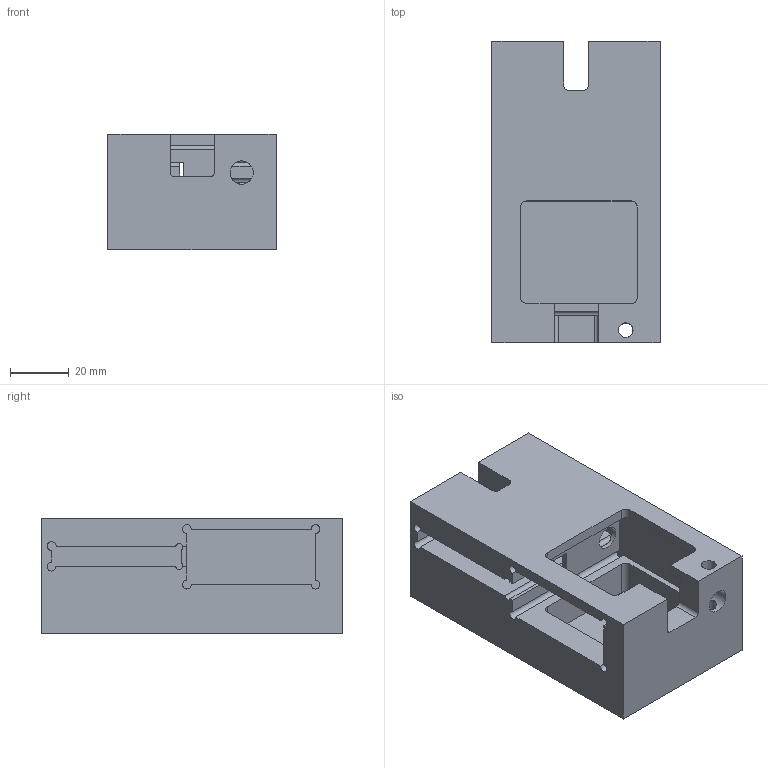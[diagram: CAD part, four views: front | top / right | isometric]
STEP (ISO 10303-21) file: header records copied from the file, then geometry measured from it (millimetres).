
FILE_DESCRIPTION(('FreeCAD Model'),'2;1');
FILE_NAME('Open CASCADE Shape Model','2022-09-25T15:52:11',(''),(''), 'Open CASCADE STEP processor 7.6','FreeCAD','Unknown');
FILE_SCHEMA(('AUTOMOTIVE_DESIGN { 1 0 10303 214 1 1 1 1 }'));
Length unit declared in the file: millimetre
Products named in the file (1): Body
Bounding box: 57.5 x 103 x 39.5 mm (x, y, z)
Volume: 142698.9 mm3; surface area: 37492.1 mm2
Topology: 1 solids, 1 shells, 70 faces, 217 edges, 146 vertices
Faces by surface type: plane 41, cylinder 29
Full cylindrical faces by diameter (mm): 5 x2, 8 x2
Entity records: 6435 total; most frequent: CARTESIAN_POINT 2156, DIRECTION 800, LINE 503, VECTOR 503, ORIENTED_EDGE 434, PCURVE 434, DEFINITIONAL_REPRESENTATION 434, EDGE_CURVE 217
